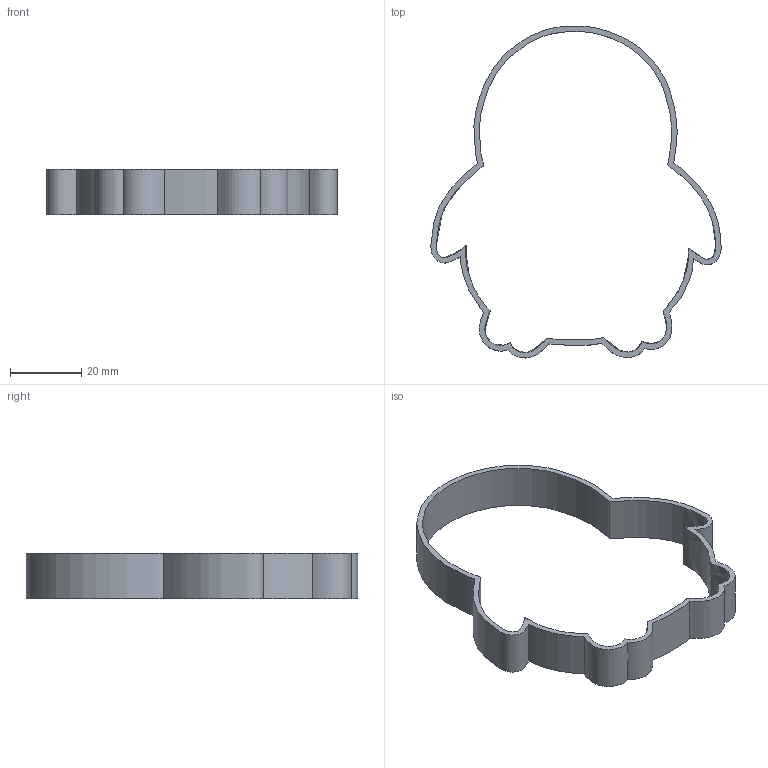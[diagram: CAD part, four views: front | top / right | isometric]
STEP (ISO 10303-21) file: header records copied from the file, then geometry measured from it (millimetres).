
FILE_DESCRIPTION(/* description */ ('STEP AP242','CAx-IF Rec.Pracs.---Representation and Presentation of Product Manufacturing Information (PMI)---4.0---2014-10-13','CAx-IF Rec.Pracs.---3D Tessellated Geometry---0.4---2014-09-14','2;1'),/* implementation_level */ '2;1');
FILE_NAME(/* name */ '67ac0ca81b12e21f295636d9',/* time_stamp */ '2025-02-12T02:51:20Z',/* author */ (''),/* organization */ (''),/* preprocessor_version */ 'ST-DEVELOPER v20',/* originating_system */ 'ONSHAPE BY PTC INC, 1.193',/* authorisation */ ' ');
FILE_SCHEMA (('AP242_MANAGED_MODEL_BASED_3D_ENGINEERING_MIM_LF { 1 0 10303 442 1 1 4 }'));
Length unit declared in the file: metre
Products named in the file (1): Part 1
Bounding box: 81.38 x 93.04 x 12.7 mm (x, y, z)
Volume: 23910.5 mm3; surface area: 8489.6 mm2
Topology: 1 solids, 1 shells, 14 faces, 36 edges, 24 vertices
Faces by surface type: bspline 11, plane 2, cylinder 1
Entity records: 2511 total; most frequent: CARTESIAN_POINT 2219, ORIENTED_EDGE 70, EDGE_CURVE 35, VERTEX_POINT 24, DIRECTION 23, B_SPLINE_CURVE_WITH_KNOTS 22, EDGE_LOOP 17, FACE_BOUND 17
